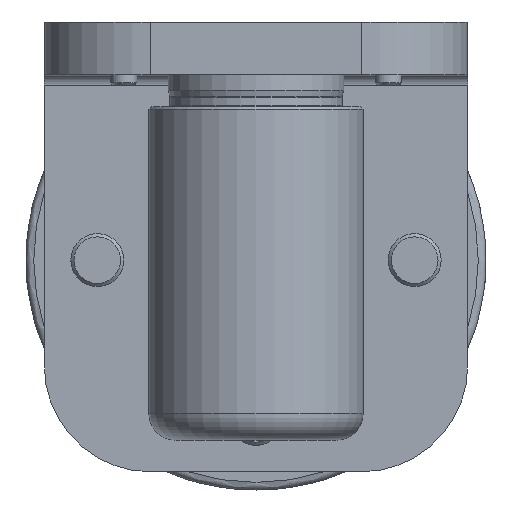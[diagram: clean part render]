
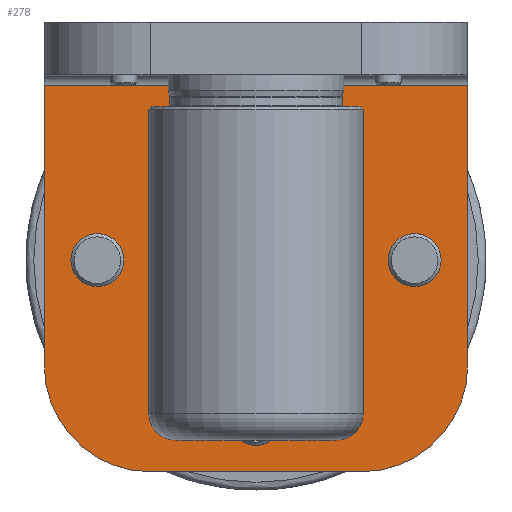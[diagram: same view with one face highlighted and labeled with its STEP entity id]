
A CAD part, left-side view. The second image highlights one B-rep face of the part: STEP entity #278.
In plain terms, the highlighted planar face has unit normal (-1, 0, 0).
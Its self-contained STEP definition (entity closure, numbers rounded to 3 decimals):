
#108=LINE('',#1905,#150);
#117=LINE('',#1929,#159);
#129=LINE('',#1973,#171);
#130=LINE('',#1977,#172);
#150=VECTOR('',#1499,1.);
#159=VECTOR('',#1516,1.);
#171=VECTOR('',#1564,1.);
#172=VECTOR('',#1567,1.);
#191=PLANE('',#1313);
#278=ADVANCED_FACE('',(#383,#384,#385,#386),#191,.F.);
#383=FACE_BOUND('',#490,.T.);
#384=FACE_BOUND('',#491,.T.);
#385=FACE_BOUND('',#492,.T.);
#386=FACE_BOUND('',#493,.T.);
#490=EDGE_LOOP('',(#680));
#491=EDGE_LOOP('',(#681));
#492=EDGE_LOOP('',(#682,#683,#684,#685,#686,#687));
#493=EDGE_LOOP('',(#688));
#680=ORIENTED_EDGE('',*,*,#1077,.F.);
#681=ORIENTED_EDGE('',*,*,#1078,.F.);
#682=ORIENTED_EDGE('',*,*,#1079,.F.);
#683=ORIENTED_EDGE('',*,*,#1080,.T.);
#684=ORIENTED_EDGE('',*,*,#1056,.F.);
#685=ORIENTED_EDGE('',*,*,#1081,.T.);
#686=ORIENTED_EDGE('',*,*,#1045,.T.);
#687=ORIENTED_EDGE('',*,*,#1082,.T.);
#688=ORIENTED_EDGE('',*,*,#1083,.F.);
#928=VERTEX_POINT('',#1904);
#929=VERTEX_POINT('',#1906);
#939=VERTEX_POINT('',#1928);
#940=VERTEX_POINT('',#1930);
#952=VERTEX_POINT('',#1970);
#953=VERTEX_POINT('',#1972);
#954=VERTEX_POINT('',#1974);
#955=VERTEX_POINT('',#1975);
#956=VERTEX_POINT('',#1980);
#1045=EDGE_CURVE('',#929,#928,#108,.T.);
#1056=EDGE_CURVE('',#939,#940,#117,.T.);
#1077=EDGE_CURVE('',#952,#952,#1201,.T.);
#1078=EDGE_CURVE('',#953,#953,#1202,.T.);
#1079=EDGE_CURVE('',#954,#955,#129,.T.);
#1080=EDGE_CURVE('',#954,#940,#1203,.T.);
#1081=EDGE_CURVE('',#939,#929,#130,.T.);
#1082=EDGE_CURVE('',#928,#955,#1204,.T.);
#1083=EDGE_CURVE('',#956,#956,#1205,.T.);
#1201=CIRCLE('',#1308,5.);
#1202=CIRCLE('',#1309,5.);
#1203=CIRCLE('',#1310,20.);
#1204=CIRCLE('',#1311,20.);
#1205=CIRCLE('',#1312,5.);
#1308=AXIS2_PLACEMENT_3D('',#1969,#1560,#1561);
#1309=AXIS2_PLACEMENT_3D('',#1971,#1562,#1563);
#1310=AXIS2_PLACEMENT_3D('',#1976,#1565,#1566);
#1311=AXIS2_PLACEMENT_3D('',#1978,#1568,#1569);
#1312=AXIS2_PLACEMENT_3D('',#1979,#1570,#1571);
#1313=AXIS2_PLACEMENT_3D('',#1981,#1572,#1573);
#1499=DIRECTION('',(0.,0.,-1.));
#1516=DIRECTION('',(0.,0.,-1.));
#1560=DIRECTION('',(-1.,0.,0.));
#1561=DIRECTION('',(0.,0.,1.));
#1562=DIRECTION('',(-1.,0.,0.));
#1563=DIRECTION('',(0.,0.,1.));
#1564=DIRECTION('',(0.,1.,0.));
#1565=DIRECTION('',(-1.,0.,0.));
#1566=DIRECTION('',(0.,0.,1.));
#1567=DIRECTION('',(0.,1.,0.));
#1568=DIRECTION('',(-1.,0.,0.));
#1569=DIRECTION('',(0.,0.,1.));
#1570=DIRECTION('',(-1.,0.,0.));
#1571=DIRECTION('',(0.,0.,1.));
#1572=DIRECTION('',(1.,0.,0.));
#1573=DIRECTION('',(0.,0.,1.));
#1904=CARTESIAN_POINT('',(42.,40.,-20.));
#1905=CARTESIAN_POINT('',(42.,40.,40.));
#1906=CARTESIAN_POINT('',(42.,40.,33.));
#1928=CARTESIAN_POINT('',(42.,-40.,33.));
#1929=CARTESIAN_POINT('',(42.,-40.,40.));
#1930=CARTESIAN_POINT('',(42.,-40.,-20.));
#1969=CARTESIAN_POINT('',(42.,30.,0.));
#1970=CARTESIAN_POINT('',(42.,30.,5.));
#1971=CARTESIAN_POINT('',(42.,-30.,0.));
#1972=CARTESIAN_POINT('',(42.,-30.,5.));
#1973=CARTESIAN_POINT('',(42.,0.,-40.));
#1974=CARTESIAN_POINT('',(42.,-20.,-40.));
#1975=CARTESIAN_POINT('',(42.,20.,-40.));
#1976=CARTESIAN_POINT('',(42.,-20.,-20.));
#1977=CARTESIAN_POINT('',(42.,40.,33.));
#1978=CARTESIAN_POINT('',(42.,20.,-20.));
#1979=CARTESIAN_POINT('',(42.,0.,-30.));
#1980=CARTESIAN_POINT('',(42.,0.,-25.));
#1981=CARTESIAN_POINT('',(42.,0.,40.));
